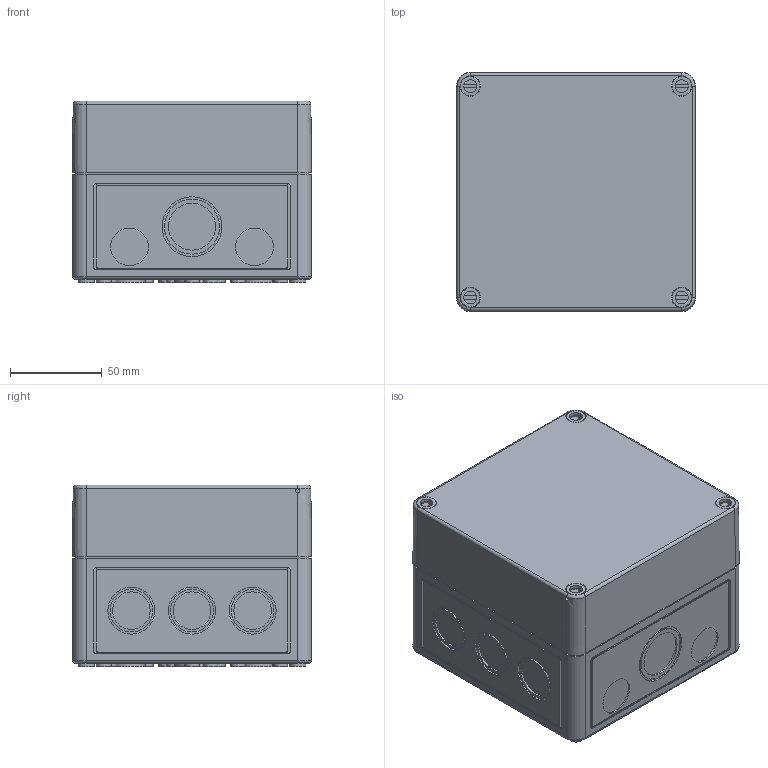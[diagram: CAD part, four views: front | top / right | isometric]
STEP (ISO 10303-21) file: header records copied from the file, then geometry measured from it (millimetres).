
FILE_DESCRIPTION( ( 'STEP AP214' ), ' ' );
FILE_NAME( '10650501.stp', '2016-02-19T21:11:57', ( '' ), ( '' ), ' ', 'PARTsolutions', ' ' );
FILE_SCHEMA( ( 'AUTOMOTIVE_DESIGN { 1 0 10303 214 1 1 1 1 }' ) );
Length unit declared in the file: millimetre
Products named in the file (4): 10650501; _Kasten_TK1313-m; _Deckel_TK1313-10-t; _Schraube_TK58mm-schwarz
Assembly tree (6 placements, depth 2):
  10650501
    _Kasten_TK1313-m
    _Deckel_TK1313-10-t
    _Schraube_TK58mm-schwarz  x4
Bounding box: 130 x 130 x 98.7 mm (x, y, z)
Volume: 279787 mm3; surface area: 201302.5 mm2
Topology: 6 solids, 6 shells, 880 faces, 2100 edges, 1377 vertices
Faces by surface type: plane 568, cylinder 248, cone 52, torus 12
Full cylindrical faces by diameter (mm): 2.2 x2, 3.4 x20, 5 x4, 5.8 x8, 7 x4, 8 x9, 8.376 x4, 9 x4, 10.5 x4, 12 x1, 14 x4, 20.5 x11, 23.2 x9, 25.5 x10, 29.96 x1, 32.5 x1
Entity records: 23724 total; most frequent: DIRECTION 3300, CARTESIAN_POINT 3260, ORIENTED_EDGE 2856, EDGE_CURVE 1428, AXIS2_PLACEMENT_3D 1241, VERTEX_POINT 1001, EDGE_LOOP 894, LINE 818
